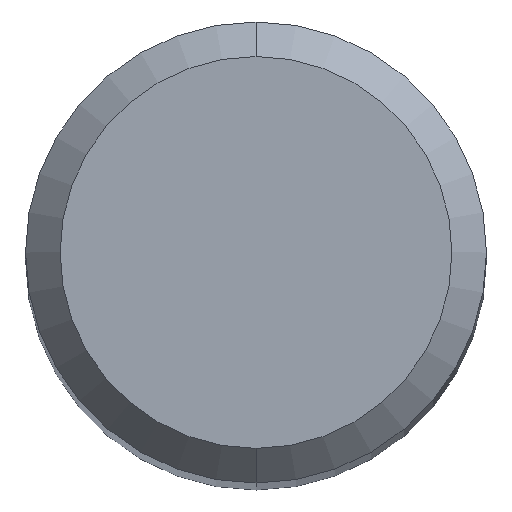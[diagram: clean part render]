
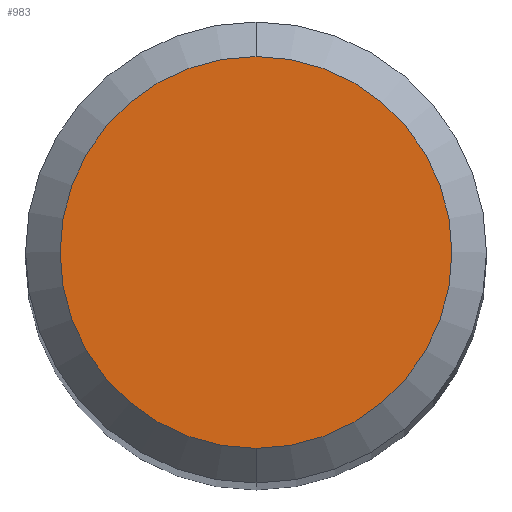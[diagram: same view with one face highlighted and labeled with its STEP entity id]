
A CAD part, top view. The second image highlights one B-rep face of the part: STEP entity #983.
In plain terms, the highlighted planar face has unit normal (0, 0, 1).
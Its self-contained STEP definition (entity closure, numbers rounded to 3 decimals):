
#441=VERTEX_POINT('',#1112);
#589=EDGE_CURVE('',#683,#441,#1273,.T.);
#683=VERTEX_POINT('',#1377);
#719=EDGE_CURVE('',#441,#683,#1415,.T.);
#983=ADVANCED_FACE('',(#1703),#1704,.T.);
#1112=CARTESIAN_POINT('',(0.,-1.7,0.0));
#1273=CIRCLE('',#2569,1.7);
#1377=CARTESIAN_POINT('',(0.0,1.7,0.0));
#1415=CIRCLE('',#3046,1.7);
#1703=FACE_OUTER_BOUND('',#4384,.T.);
#1704=PLANE('',#4385);
#2569=AXIS2_PLACEMENT_3D('',#4787,#4788,#4789);
#3046=AXIS2_PLACEMENT_3D('',#4927,#4928,#4929);
#4384=EDGE_LOOP('',(#5222,#5223));
#4385=AXIS2_PLACEMENT_3D('',#5224,#5225,#5226);
#4787=CARTESIAN_POINT('',(0.0,0.0,0.0));
#4788=DIRECTION('',(0.0,0.0,-1.0));
#4789=DIRECTION('',(0.0,1.0,0.0));
#4927=CARTESIAN_POINT('',(0.0,0.0,0.0));
#4928=DIRECTION('',(0.0,0.0,-1.0));
#4929=DIRECTION('',(0.0,1.0,0.0));
#5222=ORIENTED_EDGE('',*,*,#589,.F.);
#5223=ORIENTED_EDGE('',*,*,#719,.F.);
#5224=CARTESIAN_POINT('',(0.0,0.85,0.0));
#5225=DIRECTION('',(-0.0,0.0,1.0));
#5226=DIRECTION('',(0.0,-1.0,0.0));
